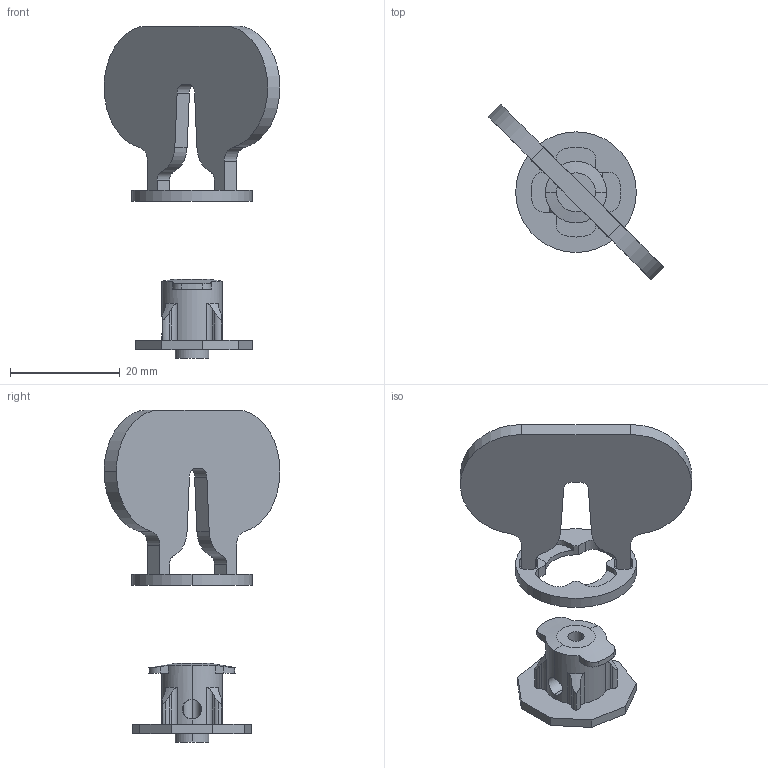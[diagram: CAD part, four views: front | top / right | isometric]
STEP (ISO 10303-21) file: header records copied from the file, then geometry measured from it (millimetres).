
FILE_DESCRIPTION (( 'STEP AP214' ), '1' );
FILE_NAME ('Twist_Hub_3mmx050_R2.STEP', '2020-12-22T03:36:53', ( 'Kurtis' ), ( '' ), 'SwSTEP 2.0', 'SolidWorks 2015', '' );
FILE_SCHEMA (( 'AUTOMOTIVE_DESIGN' ));
Length unit declared in the file: inch
Products named in the file (1): Twist_Hub_3mmx050_R2
Bounding box: 32.09 x 32.09 x 60.58 mm (x, y, z)
Volume: 4808 mm3; surface area: 4498.7 mm2
Topology: 3 solids, 3 shells, 389 faces, 1098 edges, 730 vertices
Faces by surface type: plane 311, cylinder 72, cone 6
Entity records: 15968 total; most frequent: CARTESIAN_POINT 2532, ORIENTED_EDGE 2196, DIRECTION 1972, EDGE_CURVE 1098, LINE 920, VECTOR 920, VERTEX_POINT 730, AXIS2_PLACEMENT_3D 526
